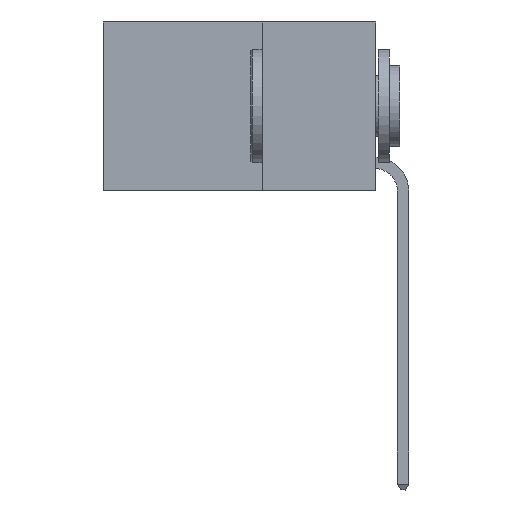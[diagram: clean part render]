
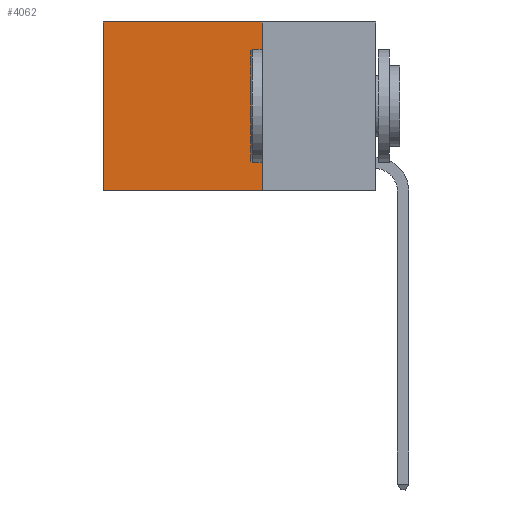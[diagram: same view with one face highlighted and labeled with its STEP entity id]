
A CAD part, left-side view. The second image highlights one B-rep face of the part: STEP entity #4062.
In plain terms, the highlighted planar face has unit normal (-1, 0, 0).
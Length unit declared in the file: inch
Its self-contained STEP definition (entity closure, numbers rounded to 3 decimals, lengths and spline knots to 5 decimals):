
#964 = VERTEX_POINT ( 'NONE', #17197 ) ;
#1096 = CARTESIAN_POINT ( 'NONE',  ( 0.2625, 0.6, 0. ) ) ;
#1253 = EDGE_CURVE ( 'NONE', #13858, #15692, #8154, .T. ) ;
#1378 = EDGE_CURVE ( 'NONE', #13858, #5039, #17456, .T. ) ;
#1569 = PLANE ( 'NONE',  #17699 ) ;
#2166 = VECTOR ( 'NONE', #8091, 39.37008 ) ;
#4062 = ADVANCED_FACE ( 'NONE', ( #4958 ), #1569, .F. ) ;
#4958 = FACE_OUTER_BOUND ( 'NONE', #11890, .T. ) ;
#5039 = VERTEX_POINT ( 'NONE', #12669 ) ;
#5358 = ORIENTED_EDGE ( 'NONE', *, *, #7713, .F. ) ;
#7089 = DIRECTION ( 'NONE',  ( 1., 0., 0. ) ) ;
#7713 = EDGE_CURVE ( 'NONE', #5039, #964, #15872, .T. ) ;
#8091 = DIRECTION ( 'NONE',  ( 0., 1., 0. ) ) ;
#8154 = LINE ( 'NONE', #16599, #2166 ) ;
#8224 = CARTESIAN_POINT ( 'NONE',  ( 0.2625, 0.25, 0. ) ) ;
#10044 = VECTOR ( 'NONE', #21806, 39.37008 ) ;
#10530 = CARTESIAN_POINT ( 'NONE',  ( 0.2625, 0.25, 0. ) ) ;
#11090 = ORIENTED_EDGE ( 'NONE', *, *, #1378, .F. ) ;
#11361 = VECTOR ( 'NONE', #17830, 39.37008 ) ;
#11890 = EDGE_LOOP ( 'NONE', ( #21279, #5358, #11090, #12192 ) ) ;
#12192 = ORIENTED_EDGE ( 'NONE', *, *, #1253, .T. ) ;
#12669 = CARTESIAN_POINT ( 'NONE',  ( 0.2625, 0.25, -0.37 ) ) ;
#13858 = VERTEX_POINT ( 'NONE', #8224 ) ;
#14427 = CARTESIAN_POINT ( 'NONE',  ( 0.2625, 0.25, -0.37 ) ) ;
#15692 = VERTEX_POINT ( 'NONE', #17388 ) ;
#15872 = LINE ( 'NONE', #14427, #11361 ) ;
#16599 = CARTESIAN_POINT ( 'NONE',  ( 0.2625, 0.25, 0. ) ) ;
#16941 = VECTOR ( 'NONE', #18773, 39.37008 ) ;
#17026 = CARTESIAN_POINT ( 'NONE',  ( 0.2625, 0.25, 0. ) ) ;
#17197 = CARTESIAN_POINT ( 'NONE',  ( 0.2625, 0.6, -0.37 ) ) ;
#17388 = CARTESIAN_POINT ( 'NONE',  ( 0.2625, 0.6, 0. ) ) ;
#17391 = EDGE_CURVE ( 'NONE', #15692, #964, #19014, .T. ) ;
#17456 = LINE ( 'NONE', #17026, #16941 ) ;
#17699 = AXIS2_PLACEMENT_3D ( 'NONE', #10530, #7089, #19009 ) ;
#17830 = DIRECTION ( 'NONE',  ( 0., 1., 0. ) ) ;
#18773 = DIRECTION ( 'NONE',  ( 0., 0., -1. ) ) ;
#19009 = DIRECTION ( 'NONE',  ( 0., 0., -1. ) ) ;
#19014 = LINE ( 'NONE', #1096, #10044 ) ;
#21279 = ORIENTED_EDGE ( 'NONE', *, *, #17391, .T. ) ;
#21806 = DIRECTION ( 'NONE',  ( 0., 0., -1. ) ) ;
